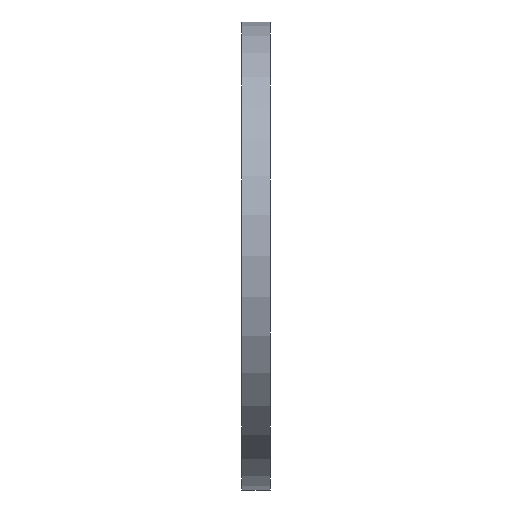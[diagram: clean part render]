
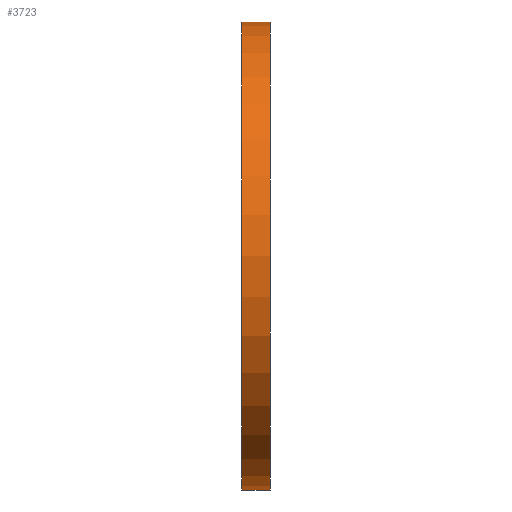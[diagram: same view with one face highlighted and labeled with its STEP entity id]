
A CAD part, left-side view. The second image highlights one B-rep face of the part: STEP entity #3723.
In plain terms, the highlighted cylindrical face has radius 50 mm (diameter 100 mm), a partial arc.
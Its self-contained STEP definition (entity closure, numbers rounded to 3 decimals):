
#24 = CARTESIAN_POINT ( 'NONE',  ( 0., 0., -50. ) ) ;
#158 = CIRCLE ( 'NONE', #1266, 50. ) ;
#261 = LINE ( 'NONE', #6380, #3492 ) ;
#263 = CARTESIAN_POINT ( 'NONE',  ( 0., 6., 50. ) ) ;
#343 = ORIENTED_EDGE ( 'NONE', *, *, #3070, .F. ) ;
#541 = EDGE_CURVE ( 'NONE', #11321, #2970, #6436, .T. ) ;
#1255 = CARTESIAN_POINT ( 'NONE',  ( 0., 0., 50. ) ) ;
#1266 = AXIS2_PLACEMENT_3D ( 'NONE', #1601, #11094, #3781 ) ;
#1601 = CARTESIAN_POINT ( 'NONE',  ( 0., 0., 0. ) ) ;
#1727 = DIRECTION ( 'NONE',  ( 0., -1., 0. ) ) ;
#2039 = DIRECTION ( 'NONE',  ( 0., 0., -1. ) ) ;
#2314 = FACE_OUTER_BOUND ( 'NONE', #7894, .T. ) ;
#2422 = ORIENTED_EDGE ( 'NONE', *, *, #541, .F. ) ;
#2970 = VERTEX_POINT ( 'NONE', #263 ) ;
#3070 = EDGE_CURVE ( 'NONE', #2970, #5773, #261, .T. ) ;
#3492 = VECTOR ( 'NONE', #1727, 1000. ) ;
#3723 = ADVANCED_FACE ( 'NONE', ( #2314 ), #8391, .T. ) ;
#3781 = DIRECTION ( 'NONE',  ( 0., 0., 1. ) ) ;
#4249 = LINE ( 'NONE', #6507, #9614 ) ;
#4650 = AXIS2_PLACEMENT_3D ( 'NONE', #8733, #11595, #2039 ) ;
#5153 = ORIENTED_EDGE ( 'NONE', *, *, #10076, .T. ) ;
#5380 = CARTESIAN_POINT ( 'NONE',  ( 0., 6., 0. ) ) ;
#5773 = VERTEX_POINT ( 'NONE', #1255 ) ;
#6077 = CARTESIAN_POINT ( 'NONE',  ( 0., 6., -50. ) ) ;
#6323 = DIRECTION ( 'NONE',  ( 0., 0., 1. ) ) ;
#6380 = CARTESIAN_POINT ( 'NONE',  ( 0., 6., 50. ) ) ;
#6436 = CIRCLE ( 'NONE', #9150, 50. ) ;
#6507 = CARTESIAN_POINT ( 'NONE',  ( 0., 6., -50. ) ) ;
#7894 = EDGE_LOOP ( 'NONE', ( #343, #2422, #5153, #11945 ) ) ;
#8361 = DIRECTION ( 'NONE',  ( 0., -1., 0. ) ) ;
#8391 = CYLINDRICAL_SURFACE ( 'NONE', #4650, 50. ) ;
#8733 = CARTESIAN_POINT ( 'NONE',  ( 0., 6., 0. ) ) ;
#9150 = AXIS2_PLACEMENT_3D ( 'NONE', #5380, #11885, #6323 ) ;
#9614 = VECTOR ( 'NONE', #8361, 1000. ) ;
#9944 = EDGE_CURVE ( 'NONE', #11715, #5773, #158, .T. ) ;
#10076 = EDGE_CURVE ( 'NONE', #11321, #11715, #4249, .T. ) ;
#11094 = DIRECTION ( 'NONE',  ( 0., 1., 0. ) ) ;
#11321 = VERTEX_POINT ( 'NONE', #6077 ) ;
#11595 = DIRECTION ( 'NONE',  ( 0., -1., 0. ) ) ;
#11715 = VERTEX_POINT ( 'NONE', #24 ) ;
#11885 = DIRECTION ( 'NONE',  ( 0., 1., 0. ) ) ;
#11945 = ORIENTED_EDGE ( 'NONE', *, *, #9944, .T. ) ;
